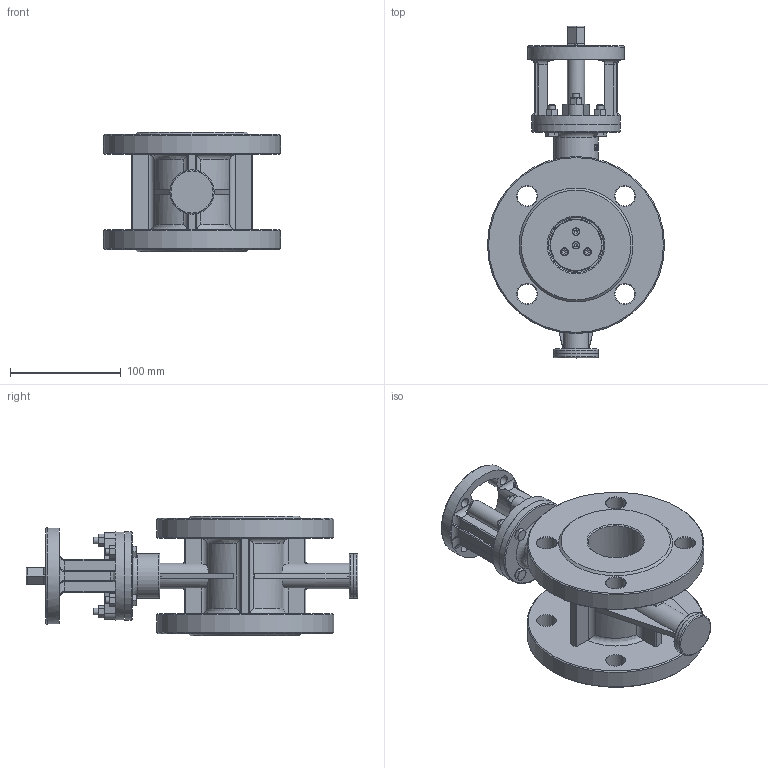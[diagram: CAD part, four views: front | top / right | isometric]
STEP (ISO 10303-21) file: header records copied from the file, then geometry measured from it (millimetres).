
FILE_DESCRIPTION(/* description */ (''),/* implementation_level */ '2;1');
FILE_NAME(/* name */ 'DN50_3D_STEP.stp',/* time_stamp */ '2024-11-16T18:21:33+03:00',/* author */ ('igorr'),/* organization */ (''),/* preprocessor_version */ 'ST-DEVELOPER v20',/* originating_system */ 'Autodesk Inventor 2025',/* authorisation */ '');
FILE_SCHEMA (('AUTOMOTIVE_DESIGN { 1 0 10303 214 3 1 1 }'));
Length unit declared in the file: millimetre
Products named in the file (5): Сборка; Деталь; AS 1110 - M6 x 25; ANSI B18.2.4.2M - M6x1; AS 1420 - 1973 - M4 x 8
Assembly tree (15 placements, depth 2):
  Сборка
    Деталь
    AS 1110 - M6 x 25  x4
    ANSI B18.2.4.2M - M6x1  x6
    AS 1420 - 1973 - M4 x 8  x4
Bounding box: 160 x 300 x 108 mm (x, y, z)
Volume: 1086012.6 mm3; surface area: 205569.2 mm2
Topology: 15 solids, 15 shells, 637 faces, 1526 edges, 946 vertices
Faces by surface type: plane 288, cone 140, cylinder 138, bspline 45, torus 26
Full cylindrical faces by diameter (mm): 4 x4, 4.917 x6, 5 x4, 6 x6, 7 x8, 9 x4, 10 x4, 15.556 x1, 16.556 x1, 18 x8, 34 x1, 40 x3, 47 x1, 48.525 x1, 50 x2, 70 x1, 80 x2, 87 x1, 160 x2
Entity records: 14649 total; most frequent: CARTESIAN_POINT 4474, ORIENTED_EDGE 2044, DIRECTION 1946, EDGE_CURVE 1022, AXIS2_PLACEMENT_3D 752, VERTEX_POINT 639, EDGE_LOOP 473, LINE 442
